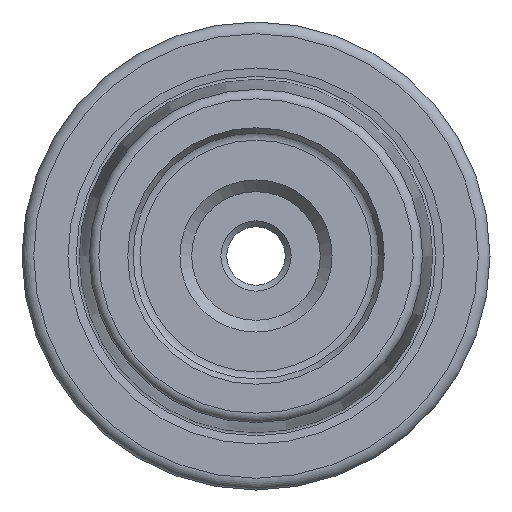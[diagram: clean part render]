
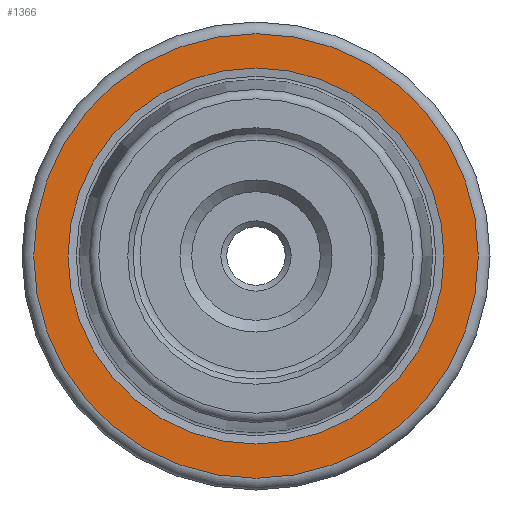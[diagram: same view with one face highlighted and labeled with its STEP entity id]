
A CAD part, left-side view. The second image highlights one B-rep face of the part: STEP entity #1366.
In plain terms, the highlighted planar face has unit normal (-1, 0, 0).
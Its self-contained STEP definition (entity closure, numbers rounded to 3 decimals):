
#51=FACE_BOUND('',#405,.T.);
#212=PLANE('',#1592);
#303=FACE_OUTER_BOUND('',#404,.T.);
#404=EDGE_LOOP('',(#1244));
#405=EDGE_LOOP('',(#1245));
#514=CIRCLE('',#1549,16.071);
#515=CIRCLE('',#1551,19.);
#659=VERTEX_POINT('',#2450);
#660=VERTEX_POINT('',#2454);
#838=EDGE_CURVE('',#659,#659,#514,.T.);
#839=EDGE_CURVE('',#660,#660,#515,.T.);
#1244=ORIENTED_EDGE('',*,*,#839,.T.);
#1245=ORIENTED_EDGE('',*,*,#838,.F.);
#1366=ADVANCED_FACE('',(#303,#51),#212,.T.);
#1549=AXIS2_PLACEMENT_3D('',#2452,#1971,#1972);
#1551=AXIS2_PLACEMENT_3D('',#2455,#1975,#1976);
#1592=AXIS2_PLACEMENT_3D('',#2520,#2066,#2067);
#1971=DIRECTION('center_axis',(-1.,0.,0.));
#1972=DIRECTION('ref_axis',(0.,-1.,0.));
#1975=DIRECTION('center_axis',(-1.,0.,0.));
#1976=DIRECTION('ref_axis',(0.,-1.,0.));
#2066=DIRECTION('center_axis',(-1.,0.,0.));
#2067=DIRECTION('ref_axis',(0.,-1.,0.));
#2450=CARTESIAN_POINT('',(20.,16.071,0.));
#2452=CARTESIAN_POINT('Origin',(20.,0.,0.));
#2454=CARTESIAN_POINT('',(20.,19.,0.));
#2455=CARTESIAN_POINT('Origin',(20.,0.,0.));
#2520=CARTESIAN_POINT('Origin',(20.,0.,0.));
